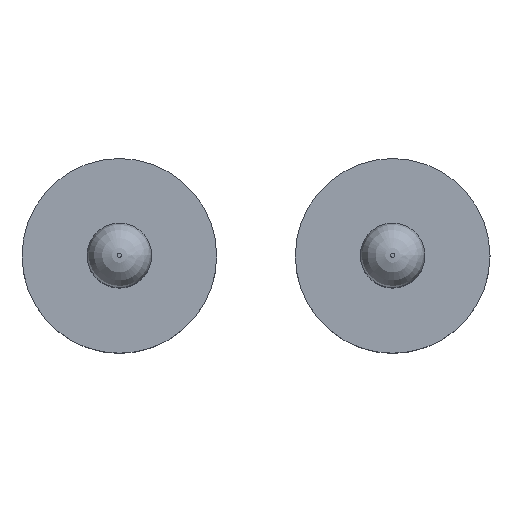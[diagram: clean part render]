
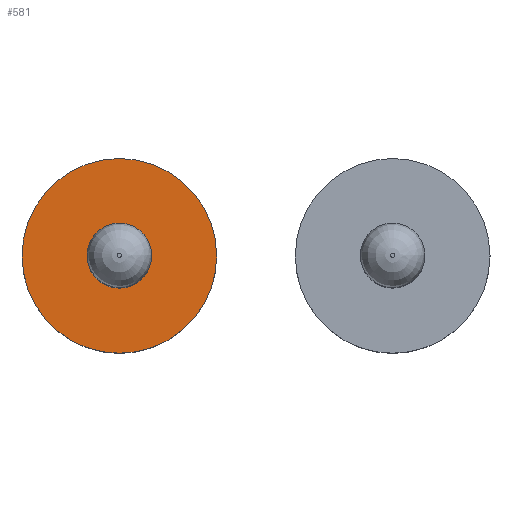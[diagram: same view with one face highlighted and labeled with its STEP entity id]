
A CAD part, top view. The second image highlights one B-rep face of the part: STEP entity #581.
In plain terms, the highlighted planar face has unit normal (0, 0, 1).
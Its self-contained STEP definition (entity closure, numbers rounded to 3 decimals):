
#508 = CYLINDRICAL_SURFACE('',#509,0.905);
#509 = AXIS2_PLACEMENT_3D('',#510,#511,#512);
#510 = CARTESIAN_POINT('',(0.,0.,3.7));
#511 = DIRECTION('',(0.,0.,-1.));
#512 = DIRECTION('',(1.,0.,0.));
#527 = VERTEX_POINT('',#528);
#528 = CARTESIAN_POINT('',(0.905,0.,4.76));
#549 = EDGE_CURVE('',#527,#527,#550,.T.);
#550 = SURFACE_CURVE('',#551,(#556,#563),.PCURVE_S1.);
#551 = CIRCLE('',#552,0.905);
#552 = AXIS2_PLACEMENT_3D('',#553,#554,#555);
#553 = CARTESIAN_POINT('',(0.,0.,4.76));
#554 = DIRECTION('',(0.,0.,1.));
#555 = DIRECTION('',(1.,0.,0.));
#556 = PCURVE('',#508,#557);
#557 = DEFINITIONAL_REPRESENTATION('',(#558),#562);
#558 = LINE('',#559,#560);
#559 = CARTESIAN_POINT('',(0.,-1.06));
#560 = VECTOR('',#561,1.);
#561 = DIRECTION('',(-1.,0.));
#562 = ( GEOMETRIC_REPRESENTATION_CONTEXT(2) 
PARAMETRIC_REPRESENTATION_CONTEXT() REPRESENTATION_CONTEXT('2D SPACE',''
  ) );
#563 = PCURVE('',#564,#569);
#564 = PLANE('',#565);
#565 = AXIS2_PLACEMENT_3D('',#566,#567,#568);
#566 = CARTESIAN_POINT('',(0.905,0.,4.76));
#567 = DIRECTION('',(0.,0.,-1.));
#568 = DIRECTION('',(-1.,0.,0.));
#569 = DEFINITIONAL_REPRESENTATION('',(#570),#578);
#570 = ( BOUNDED_CURVE() B_SPLINE_CURVE(2,(#571,#572,#573,#574,#575,#576
,#577),.UNSPECIFIED.,.F.,.F.) B_SPLINE_CURVE_WITH_KNOTS((1,2,2,2,2,1),(
    -2.094,0.,2.094,4.189,6.283,
8.378),.UNSPECIFIED.) CURVE() GEOMETRIC_REPRESENTATION_ITEM() 
RATIONAL_B_SPLINE_CURVE((1.,0.5,1.,0.5,1.,0.5,1.)) REPRESENTATION_ITEM(
  '') );
#571 = CARTESIAN_POINT('',(0.,0.));
#572 = CARTESIAN_POINT('',(0.,1.568));
#573 = CARTESIAN_POINT('',(1.358,0.784));
#574 = CARTESIAN_POINT('',(2.715,0.));
#575 = CARTESIAN_POINT('',(1.358,-0.784));
#576 = CARTESIAN_POINT('',(0.,-1.568));
#577 = CARTESIAN_POINT('',(0.,0.));
#578 = ( GEOMETRIC_REPRESENTATION_CONTEXT(2) 
PARAMETRIC_REPRESENTATION_CONTEXT() REPRESENTATION_CONTEXT('2D SPACE',''
  ) );
#581 = ADVANCED_FACE('',(#582,#585),#564,.F.);
#582 = FACE_BOUND('',#583,.F.);
#583 = EDGE_LOOP('',(#584));
#584 = ORIENTED_EDGE('',*,*,#549,.F.);
#585 = FACE_BOUND('',#586,.F.);
#586 = EDGE_LOOP('',(#587));
#587 = ORIENTED_EDGE('',*,*,#588,.T.);
#588 = EDGE_CURVE('',#589,#589,#591,.T.);
#589 = VERTEX_POINT('',#590);
#590 = CARTESIAN_POINT('',(0.3,0.,4.76));
#591 = SURFACE_CURVE('',#592,(#597,#608),.PCURVE_S1.);
#592 = CIRCLE('',#593,0.3);
#593 = AXIS2_PLACEMENT_3D('',#594,#595,#596);
#594 = CARTESIAN_POINT('',(0.,0.,4.76));
#595 = DIRECTION('',(0.,0.,1.));
#596 = DIRECTION('',(1.,0.,0.));
#597 = PCURVE('',#564,#598);
#598 = DEFINITIONAL_REPRESENTATION('',(#599),#607);
#599 = ( BOUNDED_CURVE() B_SPLINE_CURVE(2,(#600,#601,#602,#603,#604,#605
,#606),.UNSPECIFIED.,.T.,.F.) B_SPLINE_CURVE_WITH_KNOTS((1,2,2,2,2,1),(
    -2.094,0.,2.094,4.189,6.283,
8.378),.UNSPECIFIED.) CURVE() GEOMETRIC_REPRESENTATION_ITEM() 
RATIONAL_B_SPLINE_CURVE((1.,0.5,1.,0.5,1.,0.5,1.)) REPRESENTATION_ITEM(
  '') );
#600 = CARTESIAN_POINT('',(0.605,0.));
#601 = CARTESIAN_POINT('',(0.605,0.52));
#602 = CARTESIAN_POINT('',(1.055,0.26));
#603 = CARTESIAN_POINT('',(1.505,0.));
#604 = CARTESIAN_POINT('',(1.055,-0.26));
#605 = CARTESIAN_POINT('',(0.605,-0.52));
#606 = CARTESIAN_POINT('',(0.605,0.));
#607 = ( GEOMETRIC_REPRESENTATION_CONTEXT(2) 
PARAMETRIC_REPRESENTATION_CONTEXT() REPRESENTATION_CONTEXT('2D SPACE',''
  ) );
#608 = PCURVE('',#609,#614);
#609 = CYLINDRICAL_SURFACE('',#610,0.3);
#610 = AXIS2_PLACEMENT_3D('',#611,#612,#613);
#611 = CARTESIAN_POINT('',(0.,0.,4.76));
#612 = DIRECTION('',(0.,0.,-1.));
#613 = DIRECTION('',(1.,0.,0.));
#614 = DEFINITIONAL_REPRESENTATION('',(#615),#619);
#615 = LINE('',#616,#617);
#616 = CARTESIAN_POINT('',(0.,0.));
#617 = VECTOR('',#618,1.);
#618 = DIRECTION('',(-1.,0.));
#619 = ( GEOMETRIC_REPRESENTATION_CONTEXT(2) 
PARAMETRIC_REPRESENTATION_CONTEXT() REPRESENTATION_CONTEXT('2D SPACE',''
  ) );
